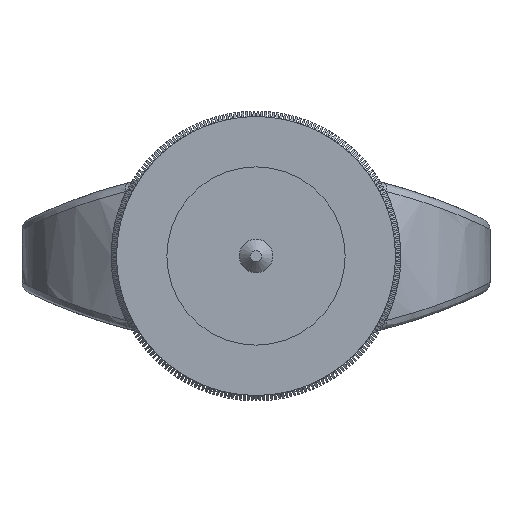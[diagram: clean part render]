
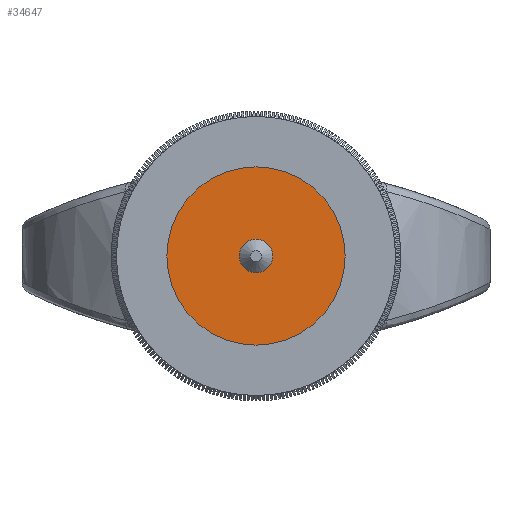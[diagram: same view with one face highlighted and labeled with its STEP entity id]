
A CAD part, front view. The second image highlights one B-rep face of the part: STEP entity #34647.
In plain terms, the highlighted planar face has unit normal (0, -1, 0).
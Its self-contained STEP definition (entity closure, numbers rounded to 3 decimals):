
#1026=PLANE('',#37629);
#11383=ORIENTED_EDGE('',*,*,#14979,.T.);
#11384=ORIENTED_EDGE('',*,*,#14978,.F.);
#14978=EDGE_CURVE('',#17049,#17049,#18521,.T.);
#14979=EDGE_CURVE('',#17050,#17050,#18522,.T.);
#17049=VERTEX_POINT('',#56490);
#17050=VERTEX_POINT('',#56493);
#18521=CIRCLE('',#37628,4.);
#18522=CIRCLE('',#37630,0.75);
#20105=EDGE_LOOP('',(#11383));
#20106=EDGE_LOOP('',(#11384));
#21692=FACE_BOUND('',#20105,.T.);
#21693=FACE_BOUND('',#20106,.T.);
#34647=ADVANCED_FACE('',(#21692,#21693),#1026,.F.);
#37628=AXIS2_PLACEMENT_3D('',#56489,#44621,#44622);
#37629=AXIS2_PLACEMENT_3D('',#56491,#44623,#44624);
#37630=AXIS2_PLACEMENT_3D('',#56492,#44625,#44626);
#44621=DIRECTION('',(0.,1.,0.));
#44622=DIRECTION('',(-1.,0.,0.));
#44623=DIRECTION('',(0.,1.,0.));
#44624=DIRECTION('',(0.,0.,1.));
#44625=DIRECTION('',(0.,1.,0.));
#44626=DIRECTION('',(0.,0.,1.));
#56489=CARTESIAN_POINT('',(0.,5.,0.));
#56490=CARTESIAN_POINT('',(-4.,5.,0.));
#56491=CARTESIAN_POINT('',(0.,5.,0.));
#56492=CARTESIAN_POINT('',(0.,5.,0.));
#56493=CARTESIAN_POINT('',(0.,5.,0.75));
